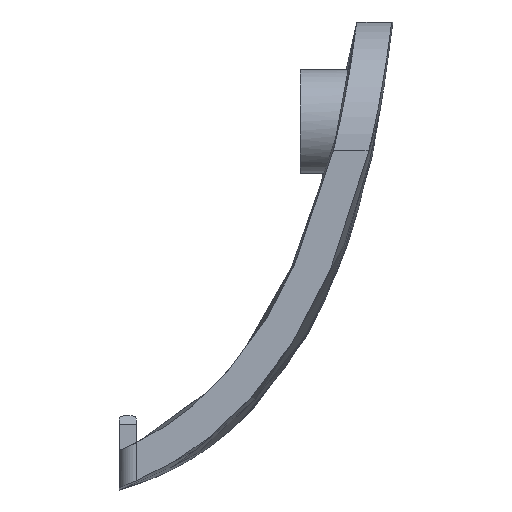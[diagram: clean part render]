
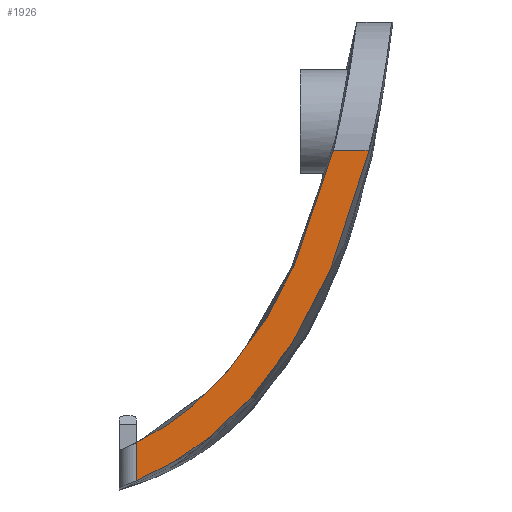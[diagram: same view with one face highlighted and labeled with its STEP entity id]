
A CAD part, front view. The second image highlights one B-rep face of the part: STEP entity #1926.
In plain terms, the highlighted planar face has unit normal (0, -1, 0).
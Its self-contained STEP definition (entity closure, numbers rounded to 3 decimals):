
#58 = CARTESIAN_POINT ( 'NONE',  ( 153., -117.8, 574. ) ) ;
#135 = CARTESIAN_POINT ( 'NONE',  ( 72.595, -117.8, 541.955 ) ) ;
#160 = CARTESIAN_POINT ( 'NONE',  ( 85.404, -117.8, 556.109 ) ) ;
#189 = CARTESIAN_POINT ( 'NONE',  ( 71.088, -117.8, 541.061 ) ) ;
#432 = CARTESIAN_POINT ( 'NONE',  ( 77.74, -117.8, 540.751 ) ) ;
#446 = CARTESIAN_POINT ( 'NONE',  ( 79.301, -117.8, 542.05 ) ) ;
#457 = CARTESIAN_POINT ( 'NONE',  ( 88.469, -117.8, 553.407 ) ) ;
#600 = VERTEX_POINT ( 'NONE', #3423 ) ;
#667 = EDGE_CURVE ( 'NONE', #958, #1194, #3514, .T. ) ;
#709 = CARTESIAN_POINT ( 'NONE',  ( 92.216, -117.8, 574. ) ) ;
#746 = CARTESIAN_POINT ( 'NONE',  ( 76.535, -117.8, 539.831 ) ) ;
#820 = EDGE_CURVE ( 'NONE', #1194, #600, #2075, .T. ) ;
#821 = EDGE_CURVE ( 'NONE', #958, #2410, #3489, .T. ) ;
#823 = ORIENTED_EDGE ( 'NONE', *, *, #1599, .F. ) ;
#947 = FACE_OUTER_BOUND ( 'NONE', #3586, .T. ) ;
#958 = VERTEX_POINT ( 'NONE', #2504 ) ;
#990 = CARTESIAN_POINT ( 'NONE',  ( 95.393, -117.8, 570.066 ) ) ;
#999 = CARTESIAN_POINT ( 'NONE',  ( 94.23, -117.8, 566.218 ) ) ;
#1004 = ORIENTED_EDGE ( 'NONE', *, *, #820, .T. ) ;
#1027 = CARTESIAN_POINT ( 'NONE',  ( 79.307, -117.8, 547.586 ) ) ;
#1039 = CARTESIAN_POINT ( 'NONE',  ( 71.376, -117.8, 536.693 ) ) ;
#1073 = VECTOR ( 'NONE', #3410, 1000. ) ;
#1105 = ORIENTED_EDGE ( 'NONE', *, *, #821, .F. ) ;
#1160 = CARTESIAN_POINT ( 'NONE',  ( 92.216, -117.8, 574. ) ) ;
#1194 = VERTEX_POINT ( 'NONE', #1160 ) ;
#1257 = DIRECTION ( 'NONE',  ( 0., 0., 1. ) ) ;
#1292 = CARTESIAN_POINT ( 'NONE',  ( 91.365, -117.8, 570.597 ) ) ;
#1314 = CARTESIAN_POINT ( 'NONE',  ( 80.46, -117.8, 548.899 ) ) ;
#1558 = CARTESIAN_POINT ( 'NONE',  ( 75.709, -117.8, 539.254 ) ) ;
#1568 = CARTESIAN_POINT ( 'NONE',  ( 76.77, -117.8, 545.141 ) ) ;
#1578 = CARTESIAN_POINT ( 'NONE',  ( 69.5, -117.8, 535.893 ) ) ;
#1590 = CARTESIAN_POINT ( 'NONE',  ( 77.425, -117.8, 545.737 ) ) ;
#1599 = EDGE_CURVE ( 'NONE', #2410, #600, #2296, .T. ) ;
#1773 = ORIENTED_EDGE ( 'NONE', *, *, #667, .T. ) ;
#1825 = CARTESIAN_POINT ( 'NONE',  ( 96.337, -117.8, 574. ) ) ;
#1852 = CARTESIAN_POINT ( 'NONE',  ( 78.916, -117.8, 541.716 ) ) ;
#1892 = CARTESIAN_POINT ( 'NONE',  ( 75.425, -117.8, 544.01 ) ) ;
#1926 = ADVANCED_FACE ( 'NONE', ( #947 ), #2255, .T. ) ;
#2075 = B_SPLINE_CURVE_WITH_KNOTS ( 'NONE', 3,
 ( #709, #1292, #3577, #3261, #3034, #2751, #2716, #160, #3555, #2764, #2143, #1314, #1027, #1590, #1568, #1892, #2155, #135, #189, #2163 ),
 .UNSPECIFIED., .F., .F.,
 ( 4, 2, 2, 2, 2, 2, 2, 2, 2, 4 ),
 ( 0., 0.01, 0.016, 0.018, 0.021, 0.026, 0.031, 0.034, 0.037, 0.042 ),
 .UNSPECIFIED. ) ;
#2118 = CARTESIAN_POINT ( 'NONE',  ( 69.5, -117.8, 131.22 ) ) ;
#2127 = CARTESIAN_POINT ( 'NONE',  ( 92.056, -117.8, 560.612 ) ) ;
#2143 = CARTESIAN_POINT ( 'NONE',  ( 82.604, -117.8, 551.652 ) ) ;
#2155 = CARTESIAN_POINT ( 'NONE',  ( 74.733, -117.8, 543.474 ) ) ;
#2163 = CARTESIAN_POINT ( 'NONE',  ( 69.5, -117.8, 540.286 ) ) ;
#2255 = PLANE ( 'NONE',  #3028 ) ;
#2296 = LINE ( 'NONE', #2118, #2574 ) ;
#2410 = VERTEX_POINT ( 'NONE', #3090 ) ;
#2423 = CARTESIAN_POINT ( 'NONE',  ( 89.456, -117.8, 555.173 ) ) ;
#2442 = CARTESIAN_POINT ( 'NONE',  ( 81.19, -117.8, 543.756 ) ) ;
#2467 = CARTESIAN_POINT ( 'NONE',  ( 78.136, -117.8, 541.066 ) ) ;
#2504 = CARTESIAN_POINT ( 'NONE',  ( 96.337, -117.8, 574. ) ) ;
#2512 = CARTESIAN_POINT ( 'NONE',  ( 153., -117.8, 574. ) ) ;
#2574 = VECTOR ( 'NONE', #1257, 1000. ) ;
#2716 = CARTESIAN_POINT ( 'NONE',  ( 86.239, -117.8, 557.652 ) ) ;
#2751 = CARTESIAN_POINT ( 'NONE',  ( 86.636, -117.8, 558.431 ) ) ;
#2764 = CARTESIAN_POINT ( 'NONE',  ( 83.593, -117.8, 553.094 ) ) ;
#2985 = CARTESIAN_POINT ( 'NONE',  ( 87.948, -117.8, 552.531 ) ) ;
#2997 = CARTESIAN_POINT ( 'NONE',  ( 86.317, -117.8, 549.964 ) ) ;
#3028 = AXIS2_PLACEMENT_3D ( 'NONE', #2512, #3629, #3093 ) ;
#3034 = CARTESIAN_POINT ( 'NONE',  ( 87.773, -117.8, 560.791 ) ) ;
#3090 = CARTESIAN_POINT ( 'NONE',  ( 69.5, -117.8, 535.893 ) ) ;
#3093 = DIRECTION ( 'NONE',  ( 0., 0., -1. ) ) ;
#3250 = CARTESIAN_POINT ( 'NONE',  ( 91.258, -117.8, 558.773 ) ) ;
#3261 = CARTESIAN_POINT ( 'NONE',  ( 88.458, -117.8, 562.391 ) ) ;
#3273 = CARTESIAN_POINT ( 'NONE',  ( 82.572, -117.8, 545.226 ) ) ;
#3301 = CARTESIAN_POINT ( 'NONE',  ( 85.137, -117.8, 548.329 ) ) ;
#3410 = DIRECTION ( 'NONE',  ( -1., 0., 0. ) ) ;
#3423 = CARTESIAN_POINT ( 'NONE',  ( 69.5, -117.8, 540.286 ) ) ;
#3489 = B_SPLINE_CURVE_WITH_KNOTS ( 'NONE', 3,
 ( #1825, #990, #999, #2127, #3250, #3543, #2423, #457, #2985, #2997, #3301, #3273, #2442, #446, #1852, #2467, #432, #746, #1558, #3529, #1039, #1578 ),
 .UNSPECIFIED., .F., .F.,
 ( 4, 2, 2, 2, 2, 2, 2, 2, 2, 2, 4 ),
 ( 0., 0.012, 0.018, 0.021, 0.024, 0.03, 0.036, 0.038, 0.039, 0.042, 0.048 ),
 .UNSPECIFIED. ) ;
#3514 = LINE ( 'NONE', #58, #1073 ) ;
#3529 = CARTESIAN_POINT ( 'NONE',  ( 73.164, -117.8, 537.63 ) ) ;
#3543 = CARTESIAN_POINT ( 'NONE',  ( 89.923, -117.8, 556.066 ) ) ;
#3555 = CARTESIAN_POINT ( 'NONE',  ( 84.965, -117.8, 555.344 ) ) ;
#3577 = CARTESIAN_POINT ( 'NONE',  ( 90.34, -117.8, 567.262 ) ) ;
#3586 = EDGE_LOOP ( 'NONE', ( #1004, #823, #1105, #1773 ) ) ;
#3629 = DIRECTION ( 'NONE',  ( 0., -1., 0. ) ) ;
